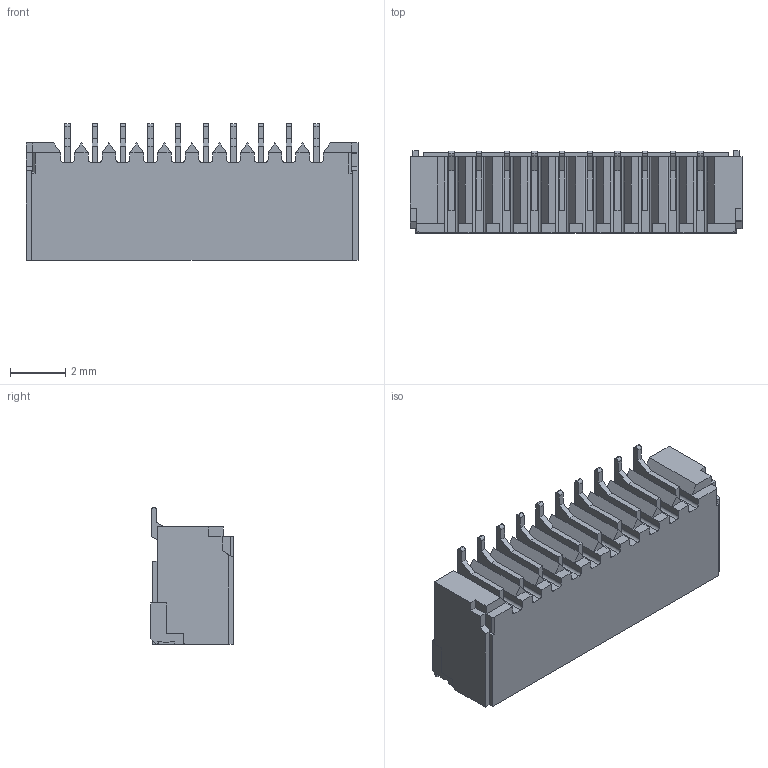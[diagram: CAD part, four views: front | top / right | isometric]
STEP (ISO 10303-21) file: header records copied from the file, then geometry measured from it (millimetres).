
FILE_DESCRIPTION (( 'STEP AP214' ), '1' );
FILE_NAME ('SM10B-SRSS-TB (LF)(SN).STEP', '2022-04-19T13:24:06', ( '' ), ( '' ), 'SwSTEP 2.0', 'SolidWorks 2018', '' );
FILE_SCHEMA (( 'AUTOMOTIVE_DESIGN' ));
Length unit declared in the file: millimetre
Products named in the file (1): SM10B-SRSS-TB (LF)(SN)
Bounding box: 12 x 2.97 x 4.95 mm (x, y, z)
Volume: 68.7 mm3; surface area: 372.4 mm2
Topology: 13 solids, 13 shells, 507 faces, 1312 edges, 848 vertices
Faces by surface type: plane 463, cylinder 44
Entity records: 17804 total; most frequent: CARTESIAN_POINT 2668, ORIENTED_EDGE 2624, DIRECTION 2416, EDGE_CURVE 1312, LINE 1224, VECTOR 1224, VERTEX_POINT 848, AXIS2_PLACEMENT_3D 596
